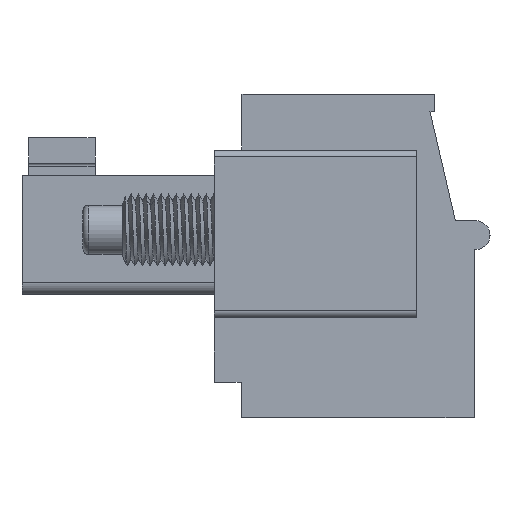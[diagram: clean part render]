
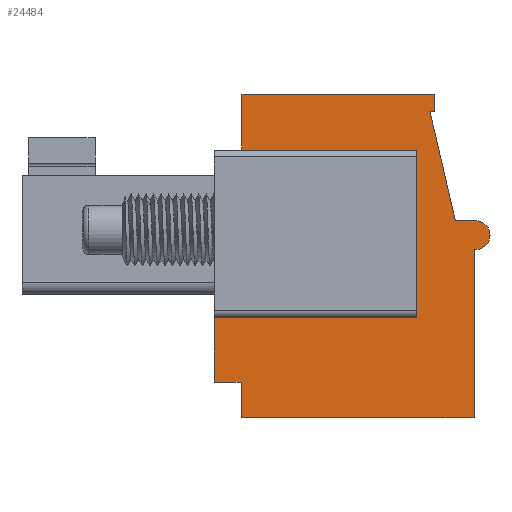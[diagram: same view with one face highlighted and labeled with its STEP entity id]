
A CAD part, left-side view. The second image highlights one B-rep face of the part: STEP entity #24484.
In plain terms, the highlighted planar face has unit normal (-1, 0, 0).
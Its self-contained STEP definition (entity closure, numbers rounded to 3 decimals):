
#45=CARTESIAN_POINT('',(0.,-7.,2.76));
#46=VERTEX_POINT('',#45);
#53=CARTESIAN_POINT('',(0.,-0.96,2.76));
#54=VERTEX_POINT('',#53);
#55=CARTESIAN_POINT('',(0.,-7.,2.76));
#56=DIRECTION('',(0.,1.,0.));
#57=VECTOR('',#56,6.04);
#58=LINE('',#55,#57);
#59=EDGE_CURVE('',#46,#54,#58,.T.);
#1381=CARTESIAN_POINT('',(0.,0.,-5.29));
#1382=VERTEX_POINT('',#1381);
#1389=CARTESIAN_POINT('',(0.,0.,-3.04));
#1390=VERTEX_POINT('',#1389);
#1391=CARTESIAN_POINT('',(0.,0.,-5.29));
#1392=DIRECTION('',(0.,0.,1.));
#1393=VECTOR('',#1392,2.25);
#1394=LINE('',#1391,#1393);
#1395=EDGE_CURVE('',#1382,#1390,#1394,.T.);
#5412=CARTESIAN_POINT('',(0.,-0.93,-6.51));
#5413=VERTEX_POINT('',#5412);
#5414=CARTESIAN_POINT('',(0.,-0.93,-5.29));
#5415=VERTEX_POINT('',#5414);
#5416=CARTESIAN_POINT('',(0.,-0.93,-6.51));
#5417=DIRECTION('',(0.,0.,1.));
#5418=VECTOR('',#5417,1.22);
#5419=LINE('',#5416,#5418);
#5420=EDGE_CURVE('',#5413,#5415,#5419,.T.);
#5843=CARTESIAN_POINT('',(0.,-9.,-6.51));
#5844=VERTEX_POINT('',#5843);
#5845=CARTESIAN_POINT('',(0.,-9.,-6.51));
#5846=DIRECTION('',(0.,1.,0.));
#5847=VECTOR('',#5846,8.07);
#5848=LINE('',#5845,#5847);
#5849=EDGE_CURVE('',#5844,#5413,#5848,.T.);
#6757=CARTESIAN_POINT('',(0.,-0.96,4.69));
#6758=VERTEX_POINT('',#6757);
#6765=CARTESIAN_POINT('',(0.,-7.63,4.69));
#6766=VERTEX_POINT('',#6765);
#6767=CARTESIAN_POINT('',(0.,-0.96,4.69));
#6768=DIRECTION('',(0.,-1.,0.));
#6769=VECTOR('',#6768,6.67);
#6770=LINE('',#6767,#6769);
#6771=EDGE_CURVE('',#6758,#6766,#6770,.T.);
#24387=CARTESIAN_POINT('',(0.,-0.96,2.76));
#24388=DIRECTION('',(0.,0.,1.));
#24389=VECTOR('',#24388,1.93);
#24390=LINE('',#24387,#24389);
#24391=EDGE_CURVE('',#54,#6758,#24390,.T.);
#24396=CARTESIAN_POINT('',(0.,1.976,-12.09));
#24397=DIRECTION('',(0.,-1.,0.));
#24398=DIRECTION('',(-1.,0.,0.));
#24399=AXIS2_PLACEMENT_3D('',#24396,#24398,#24397);
#24400=PLANE('',#24399);
#24401=CARTESIAN_POINT('',(0.,-7.,-3.04));
#24402=VERTEX_POINT('',#24401);
#24403=CARTESIAN_POINT('',(0.,-7.,2.76));
#24404=DIRECTION('',(0.,0.,-1.));
#24405=VECTOR('',#24404,5.8);
#24406=LINE('',#24403,#24405);
#24407=EDGE_CURVE('',#46,#24402,#24406,.T.);
#24408=ORIENTED_EDGE('',*,*,#24407,.T.);
#24409=CARTESIAN_POINT('',(0.,-7.,-3.04));
#24410=DIRECTION('',(0.,1.,0.));
#24411=VECTOR('',#24410,7.);
#24412=LINE('',#24409,#24411);
#24413=EDGE_CURVE('',#24402,#1390,#24412,.T.);
#24414=ORIENTED_EDGE('',*,*,#24413,.T.);
#24415=ORIENTED_EDGE('',*,*,#1395,.F.);
#24416=CARTESIAN_POINT('',(0.,0.,-5.29));
#24417=DIRECTION('',(0.,-1.,0.));
#24418=VECTOR('',#24417,0.93);
#24419=LINE('',#24416,#24418);
#24420=EDGE_CURVE('',#1382,#5415,#24419,.T.);
#24421=ORIENTED_EDGE('',*,*,#24420,.T.);
#24422=ORIENTED_EDGE('',*,*,#5420,.F.);
#24423=ORIENTED_EDGE('',*,*,#5849,.F.);
#24424=CARTESIAN_POINT('',(0.,-9.,-0.69));
#24425=VERTEX_POINT('',#24424);
#24426=CARTESIAN_POINT('',(0.,-9.,-6.51));
#24427=DIRECTION('',(0.,0.,1.));
#24428=VECTOR('',#24427,5.82);
#24429=LINE('',#24426,#24428);
#24430=EDGE_CURVE('',#5844,#24425,#24429,.T.);
#24431=ORIENTED_EDGE('',*,*,#24430,.T.);
#24432=CARTESIAN_POINT('',(0.,-9.05,-0.69));
#24433=VERTEX_POINT('',#24432);
#24434=CARTESIAN_POINT('',(0.,-9.,-0.69));
#24435=DIRECTION('',(0.,-1.,0.));
#24436=VECTOR('',#24435,0.05);
#24437=LINE('',#24434,#24436);
#24438=EDGE_CURVE('',#24425,#24433,#24437,.T.);
#24439=ORIENTED_EDGE('',*,*,#24438,.T.);
#24440=CARTESIAN_POINT('',(0.,-9.05,0.31));
#24441=VERTEX_POINT('',#24440);
#24442=CARTESIAN_POINT('',(0.,-9.05,-0.19));
#24443=DIRECTION('',(0.,0.,-1.));
#24444=DIRECTION('',(-1.,0.,0.));
#24445=AXIS2_PLACEMENT_3D('',#24442,#24444,#24443);
#24446=CIRCLE('',#24445,0.5);
#24447=EDGE_CURVE('',#24433,#24441,#24446,.T.);
#24448=ORIENTED_EDGE('',*,*,#24447,.T.);
#24449=CARTESIAN_POINT('',(0.,-8.35,0.31));
#24450=VERTEX_POINT('',#24449);
#24451=CARTESIAN_POINT('',(0.,-9.05,0.31));
#24452=DIRECTION('',(0.,1.,0.));
#24453=VECTOR('',#24452,0.7);
#24454=LINE('',#24451,#24453);
#24455=EDGE_CURVE('',#24441,#24450,#24454,.T.);
#24456=ORIENTED_EDGE('',*,*,#24455,.T.);
#24457=CARTESIAN_POINT('',(0.,-7.47,4.09));
#24458=VERTEX_POINT('',#24457);
#24459=CARTESIAN_POINT('',(0.,-8.35,0.31));
#24460=DIRECTION('',(0.,0.227,0.974));
#24461=VECTOR('',#24460,3.881);
#24462=LINE('',#24459,#24461);
#24463=EDGE_CURVE('',#24450,#24458,#24462,.T.);
#24464=ORIENTED_EDGE('',*,*,#24463,.T.);
#24465=CARTESIAN_POINT('',(0.,-7.63,4.09));
#24466=VERTEX_POINT('',#24465);
#24467=CARTESIAN_POINT('',(0.,-7.47,4.09));
#24468=DIRECTION('',(0.,-1.,0.));
#24469=VECTOR('',#24468,0.16);
#24470=LINE('',#24467,#24469);
#24471=EDGE_CURVE('',#24458,#24466,#24470,.T.);
#24472=ORIENTED_EDGE('',*,*,#24471,.T.);
#24473=CARTESIAN_POINT('',(0.,-7.63,4.09));
#24474=DIRECTION('',(0.,0.,1.));
#24475=VECTOR('',#24474,0.6);
#24476=LINE('',#24473,#24475);
#24477=EDGE_CURVE('',#24466,#6766,#24476,.T.);
#24478=ORIENTED_EDGE('',*,*,#24477,.T.);
#24479=ORIENTED_EDGE('',*,*,#6771,.F.);
#24480=ORIENTED_EDGE('',*,*,#24391,.F.);
#24481=ORIENTED_EDGE('',*,*,#59,.F.);
#24482=EDGE_LOOP('',(#24408,#24414,#24415,#24421,#24422,#24423,#24431,#24439,#24448,#24456,#24464,#24472,#24478,#24479,#24480,#24481));
#24483=FACE_OUTER_BOUND('',#24482,.T.);
#24484=ADVANCED_FACE('',(#24483),#24400,.T.);
